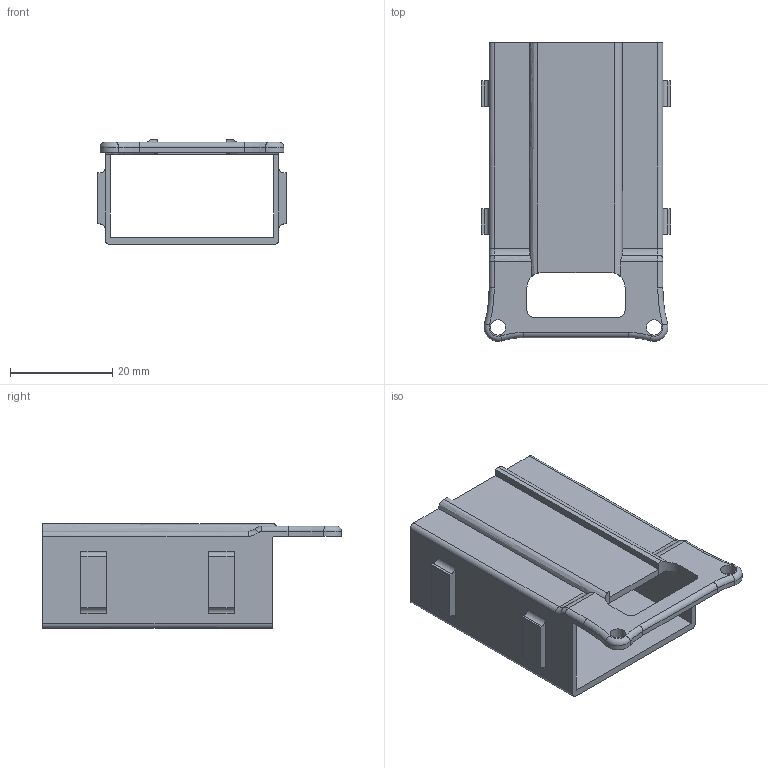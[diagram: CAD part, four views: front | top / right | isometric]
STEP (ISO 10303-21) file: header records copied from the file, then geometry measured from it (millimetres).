
FILE_DESCRIPTION((''),'2;1');
FILE_NAME('filename', '',(''),(''),'','','');
FILE_SCHEMA(('AUTOMOTIVE_DESIGN { 1 0 10303 214 1 1 1 1 }'));
Length unit declared in the file: millimetre
Products named in the file (1): Battery_holder_magnetic_main
Bounding box: 37 x 58.5 x 20.5 mm (x, y, z)
Volume: 6851.7 mm3; surface area: 10361 mm2
Topology: 1 solids, 1 shells, 93 faces, 253 edges, 162 vertices
Faces by surface type: cylinder 29, plane 28, bspline 28, torus 8
Full cylindrical faces by diameter (mm): 3 x1
Entity records: 3152 total; most frequent: CARTESIAN_POINT 831, ORIENTED_EDGE 498, DIRECTION 449, EDGE_CURVE 249, VERTEX_POINT 160, AXIS2_PLACEMENT_3D 150, VECTOR 149, LINE 149
